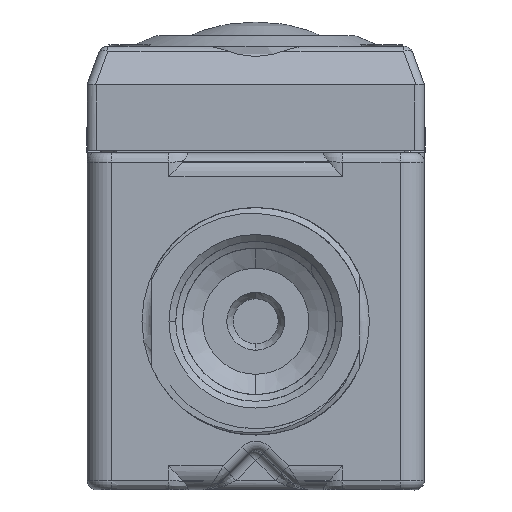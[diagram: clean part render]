
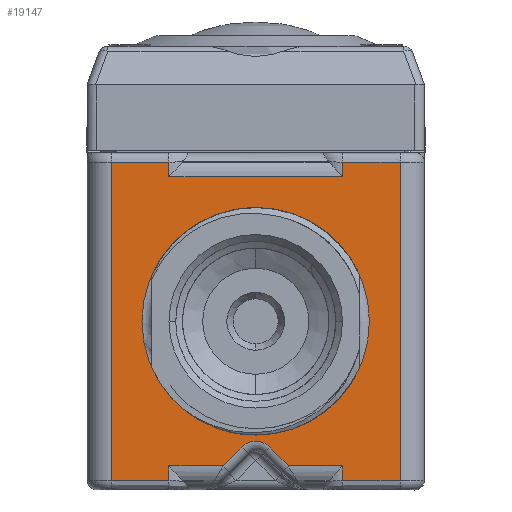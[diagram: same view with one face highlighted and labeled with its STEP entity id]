
A CAD part, front view. The second image highlights one B-rep face of the part: STEP entity #19147.
In plain terms, the highlighted planar face has unit normal (0, -1, 0).
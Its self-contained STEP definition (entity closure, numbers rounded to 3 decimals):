
#1=CARTESIAN_POINT('',(-19.045,-59.44,20.955));
#2=CARTESIAN_POINT('',(-18.521,-59.44,20.955));
#3=CARTESIAN_POINT('',(-17.509,-59.44,20.955));
#4=CARTESIAN_POINT('',(-16.1,-59.44,20.955));
#5=CARTESIAN_POINT('',(-14.789,-59.44,20.955));
#6=CARTESIAN_POINT('',(-13.573,-59.44,20.955));
#7=CARTESIAN_POINT('',(-12.448,-59.44,20.956));
#8=CARTESIAN_POINT('',(-11.759,-59.44,20.953));
#9=CARTESIAN_POINT('',(-11.43,-59.44,20.955));
#11=DIRECTION('',(0.,0.,-1.));
#12=VECTOR('',#11,1.91);
#13=CARTESIAN_POINT('',(-11.43,-59.44,20.955));
#14=LINE('',#13,#12);
#15=DIRECTION('',(0.,0.,-1.));
#16=VECTOR('',#15,1.91);
#17=CARTESIAN_POINT('',(11.43,-59.44,20.955));
#18=LINE('',#17,#16);
#19=CARTESIAN_POINT('',(11.43,-59.44,20.955));
#20=CARTESIAN_POINT('',(11.759,-59.44,20.953));
#21=CARTESIAN_POINT('',(12.448,-59.44,20.956));
#22=CARTESIAN_POINT('',(13.574,-59.44,20.955));
#23=CARTESIAN_POINT('',(14.79,-59.44,20.955));
#24=CARTESIAN_POINT('',(16.1,-59.44,20.955));
#25=CARTESIAN_POINT('',(17.509,-59.44,20.955));
#26=CARTESIAN_POINT('',(18.521,-59.44,20.955));
#27=CARTESIAN_POINT('',(19.045,-59.44,20.955));
#29=CARTESIAN_POINT('',(19.045,-59.44,-20.955));
#30=CARTESIAN_POINT('',(18.521,-59.44,-20.955));
#31=CARTESIAN_POINT('',(17.509,-59.44,-20.955));
#32=CARTESIAN_POINT('',(16.1,-59.44,-20.955));
#33=CARTESIAN_POINT('',(14.79,-59.44,-20.955));
#34=CARTESIAN_POINT('',(13.574,-59.44,-20.955));
#35=CARTESIAN_POINT('',(12.447,-59.44,-20.956));
#36=CARTESIAN_POINT('',(11.759,-59.44,-20.953));
#37=CARTESIAN_POINT('',(11.43,-59.44,-20.955));
#39=DIRECTION('',(0.,0.,-1.));
#40=VECTOR('',#39,1.91);
#41=CARTESIAN_POINT('',(11.43,-59.44,-19.045));
#42=LINE('',#41,#40);
#43=DIRECTION('',(0.,0.,-1.));
#44=VECTOR('',#43,1.91);
#45=CARTESIAN_POINT('',(-11.43,-59.44,-19.045));
#46=LINE('',#45,#44);
#47=CARTESIAN_POINT('',(-11.43,-59.44,-20.955));
#48=CARTESIAN_POINT('',(-11.759,-59.44,-20.953));
#49=CARTESIAN_POINT('',(-12.448,-59.44,-20.956));
#50=CARTESIAN_POINT('',(-13.573,-59.44,-20.955));
#51=CARTESIAN_POINT('',(-14.789,-59.44,-20.955));
#52=CARTESIAN_POINT('',(-16.1,-59.44,-20.955));
#53=CARTESIAN_POINT('',(-17.509,-59.44,-20.955));
#54=CARTESIAN_POINT('',(-18.521,-59.44,-20.955));
#55=CARTESIAN_POINT('',(-19.045,-59.44,-20.955));
#57=DIRECTION('',(0.,0.,1.));
#58=VECTOR('',#57,41.91);
#59=CARTESIAN_POINT('',(-19.045,-59.44,-20.955));
#60=LINE('',#59,#58);
#61=CARTESIAN_POINT('',(0.,-59.44,0.));
#62=DIRECTION('',(0.,-1.,0.));
#63=DIRECTION('',(0.,0.,-1.));
#64=AXIS2_PLACEMENT_3D('',#61,#62,#63);
#66=CARTESIAN_POINT('',(0.,-59.44,0.));
#67=DIRECTION('',(0.,-1.,0.));
#68=DIRECTION('',(0.,0.,1.));
#69=AXIS2_PLACEMENT_3D('',#66,#67,#68);
#7548=DIRECTION('',(1.,0.,0.));
#7549=VECTOR('',#7548,7.142);
#7550=CARTESIAN_POINT('',(-11.43,-59.44,-19.045));
#7551=LINE('',#7550,#7549);
#7587=CARTESIAN_POINT('',(-4.288,-59.44,-19.045));
#7656=CARTESIAN_POINT('',(0.,-59.44,-18.349));
#7657=DIRECTION('',(0.,1.,0.));
#7658=DIRECTION('',(-0.707,0.,0.707));
#7659=AXIS2_PLACEMENT_3D('',#7656,#7657,#7658);
#7661=DIRECTION('',(0.707,0.,0.707));
#7662=VECTOR('',#7661,3.525);
#7663=CARTESIAN_POINT('',(-4.288,-59.44,-19.045));
#7664=LINE('',#7663,#7662);
#7674=DIRECTION('',(-0.707,0.,0.707));
#7675=VECTOR('',#7674,3.525);
#7676=CARTESIAN_POINT('',(4.288,-59.44,-19.045));
#7677=LINE('',#7676,#7675);
#7838=DIRECTION('',(1.,0.,0.));
#7839=VECTOR('',#7838,7.142);
#7840=CARTESIAN_POINT('',(4.288,-59.44,-19.045));
#7841=LINE('',#7840,#7839);
#7947=DIRECTION('',(0.,0.,1.));
#7948=VECTOR('',#7947,41.91);
#7949=CARTESIAN_POINT('',(19.045,-59.44,-20.955));
#7950=LINE('',#7949,#7948);
#8229=DIRECTION('',(-1.,0.,0.));
#8230=VECTOR('',#8229,22.86);
#8231=CARTESIAN_POINT('',(11.43,-59.44,19.045));
#8232=LINE('',#8231,#8230);
#17029=CARTESIAN_POINT('',(0.,-59.44,-14.985));
#17030=CARTESIAN_POINT('',(0.,-59.44,14.985));
#17031=VERTEX_POINT('',#17029);
#17032=VERTEX_POINT('',#17030);
#17093=VERTEX_POINT('',#7587);
#17094=CARTESIAN_POINT('',(-1.796,-59.44,-16.553));
#17095=VERTEX_POINT('',#17094);
#17100=CARTESIAN_POINT('',(1.796,-59.44,-16.553));
#17101=VERTEX_POINT('',#17100);
#17102=CARTESIAN_POINT('',(4.288,-59.44,-19.045));
#17103=VERTEX_POINT('',#17102);
#17289=CARTESIAN_POINT('',(19.045,-59.44,20.955));
#17290=VERTEX_POINT('',#17289);
#17293=VERTEX_POINT('',#1);
#17294=VERTEX_POINT('',#9);
#17296=VERTEX_POINT('',#19);
#17309=CARTESIAN_POINT('',(-19.045,-59.44,-20.955));
#17310=VERTEX_POINT('',#17309);
#17313=VERTEX_POINT('',#29);
#17314=VERTEX_POINT('',#37);
#17316=VERTEX_POINT('',#47);
#17323=CARTESIAN_POINT('',(-11.43,-59.44,19.045));
#17324=VERTEX_POINT('',#17323);
#17407=CARTESIAN_POINT('',(11.43,-59.44,19.045));
#17408=VERTEX_POINT('',#17407);
#17411=CARTESIAN_POINT('',(-11.43,-59.44,-19.045));
#17412=VERTEX_POINT('',#17411);
#17413=CARTESIAN_POINT('',(11.43,-59.44,-19.045));
#17414=VERTEX_POINT('',#17413);
#19102=CARTESIAN_POINT('',(0.,-59.44,0.));
#19103=DIRECTION('',(0.,1.,0.));
#19104=DIRECTION('',(1.,0.,0.));
#19105=AXIS2_PLACEMENT_3D('',#19102,#19103,#19104);
#19106=PLANE('',#19105);
#19108=ORIENTED_EDGE('',*,*,#19107,.T.);
#19110=ORIENTED_EDGE('',*,*,#19109,.T.);
#19112=ORIENTED_EDGE('',*,*,#19111,.F.);
#19114=ORIENTED_EDGE('',*,*,#19113,.F.);
#19116=ORIENTED_EDGE('',*,*,#19115,.T.);
#19118=ORIENTED_EDGE('',*,*,#19117,.F.);
#19120=ORIENTED_EDGE('',*,*,#19119,.T.);
#19122=ORIENTED_EDGE('',*,*,#19121,.F.);
#19124=ORIENTED_EDGE('',*,*,#19123,.F.);
#19126=ORIENTED_EDGE('',*,*,#19125,.T.);
#19128=ORIENTED_EDGE('',*,*,#19127,.F.);
#19130=ORIENTED_EDGE('',*,*,#19129,.F.);
#19132=ORIENTED_EDGE('',*,*,#19131,.F.);
#19134=ORIENTED_EDGE('',*,*,#19133,.T.);
#19136=ORIENTED_EDGE('',*,*,#19135,.T.);
#19138=ORIENTED_EDGE('',*,*,#19137,.T.);
#19139=EDGE_LOOP('',(#19108,#19110,#19112,#19114,#19116,#19118,#19120,#19122,
#19124,#19126,#19128,#19130,#19132,#19134,#19136,#19138));
#19140=FACE_OUTER_BOUND('',#19139,.F.);
#19142=ORIENTED_EDGE('',*,*,#19141,.T.);
#19144=ORIENTED_EDGE('',*,*,#19143,.T.);
#19145=EDGE_LOOP('',(#19142,#19144));
#19146=FACE_BOUND('',#19145,.F.);
#19147=ADVANCED_FACE('',(#19140,#19146),#19106,.F.);
#10=B_SPLINE_CURVE_WITH_KNOTS('',3,(#1,#2,#3,#4,#5,#6,#7,#8,#9),.UNSPECIFIED.,
.F.,.F.,(4,1,1,1,1,1,4),(0.,0.167,0.333,0.5,
0.667,0.833,1.),.UNSPECIFIED.);
#28=B_SPLINE_CURVE_WITH_KNOTS('',3,(#19,#20,#21,#22,#23,#24,#25,#26,#27),
.UNSPECIFIED.,.F.,.F.,(4,1,1,1,1,1,4),(0.,0.167,0.333,
0.5,0.667,0.833,1.),.UNSPECIFIED.);
#38=B_SPLINE_CURVE_WITH_KNOTS('',3,(#29,#30,#31,#32,#33,#34,#35,#36,#37),
.UNSPECIFIED.,.F.,.F.,(4,1,1,1,1,1,4),(0.,0.167,0.333,
0.5,0.667,0.833,1.),.UNSPECIFIED.);
#56=B_SPLINE_CURVE_WITH_KNOTS('',3,(#47,#48,#49,#50,#51,#52,#53,#54,#55),
.UNSPECIFIED.,.F.,.F.,(4,1,1,1,1,1,4),(0.,0.167,0.333,
0.5,0.667,0.833,1.),.UNSPECIFIED.);
#65=CIRCLE('',#64,14.985);
#70=CIRCLE('',#69,14.985);
#7660=CIRCLE('',#7659,2.54);
#19107=EDGE_CURVE('',#17293,#17294,#10,.T.);
#19109=EDGE_CURVE('',#17294,#17324,#14,.T.);
#19111=EDGE_CURVE('',#17408,#17324,#8232,.T.);
#19113=EDGE_CURVE('',#17296,#17408,#18,.T.);
#19115=EDGE_CURVE('',#17296,#17290,#28,.T.);
#19117=EDGE_CURVE('',#17313,#17290,#7950,.T.);
#19119=EDGE_CURVE('',#17313,#17314,#38,.T.);
#19121=EDGE_CURVE('',#17414,#17314,#42,.T.);
#19123=EDGE_CURVE('',#17103,#17414,#7841,.T.);
#19125=EDGE_CURVE('',#17103,#17101,#7677,.T.);
#19127=EDGE_CURVE('',#17095,#17101,#7660,.T.);
#19129=EDGE_CURVE('',#17093,#17095,#7664,.T.);
#19131=EDGE_CURVE('',#17412,#17093,#7551,.T.);
#19133=EDGE_CURVE('',#17412,#17316,#46,.T.);
#19135=EDGE_CURVE('',#17316,#17310,#56,.T.);
#19137=EDGE_CURVE('',#17310,#17293,#60,.T.);
#19141=EDGE_CURVE('',#17031,#17032,#65,.T.);
#19143=EDGE_CURVE('',#17032,#17031,#70,.T.);
